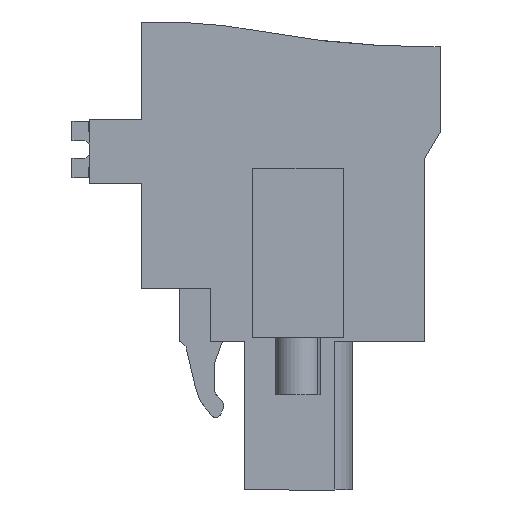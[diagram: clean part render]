
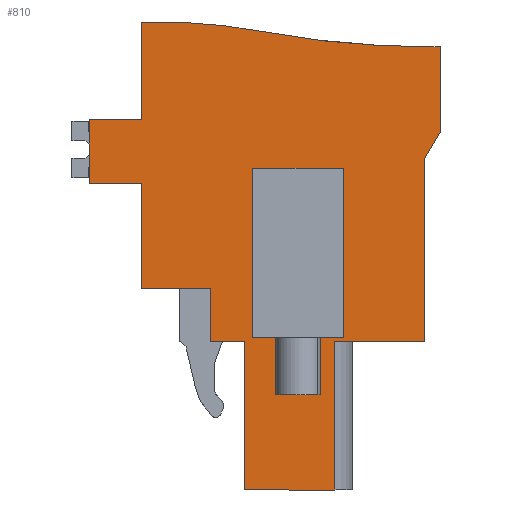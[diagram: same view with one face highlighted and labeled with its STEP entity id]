
A CAD part, left-side view. The second image highlights one B-rep face of the part: STEP entity #810.
In plain terms, the highlighted planar face has unit normal (-1, 0, 0).
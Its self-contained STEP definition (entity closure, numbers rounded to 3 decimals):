
#652=AXIS2_PLACEMENT_3D('Plane Axis2P3D',#649,#650,#651) ;
#665=AXIS2_PLACEMENT_3D('Circle Axis2P3D',#663,#664,$) ;
#672=AXIS2_PLACEMENT_3D('Circle Axis2P3D',#670,#671,$) ;
#49=CARTESIAN_POINT('Vertex',(4.9,12.85,8.35)) ;
#52=CARTESIAN_POINT('Line Origine',(4.9,12.85,9.825)) ;
#56=CARTESIAN_POINT('Vertex',(4.9,12.85,11.3)) ;
#581=CARTESIAN_POINT('Vertex',(4.9,10.937,8.35)) ;
#584=CARTESIAN_POINT('Line Origine',(4.9,11.893,8.35)) ;
#649=CARTESIAN_POINT('Axis2P3D Location',(4.9,3.817,22.4)) ;
#654=CARTESIAN_POINT('Line Origine',(4.9,0.,22.459)) ;
#658=CARTESIAN_POINT('Vertex',(4.9,0.,20.059)) ;
#660=CARTESIAN_POINT('Vertex',(4.9,0.,24.859)) ;
#663=CARTESIAN_POINT('Axis2P3D Location',(4.9,0.92,72.85)) ;
#667=CARTESIAN_POINT('Vertex',(4.9,9.844,25.687)) ;
#670=CARTESIAN_POINT('Axis2P3D Location',(4.9,15.85,-6.057)) ;
#674=CARTESIAN_POINT('Vertex',(4.9,16.75,26.237)) ;
#677=CARTESIAN_POINT('Line Origine',(4.9,16.75,23.494)) ;
#681=CARTESIAN_POINT('Vertex',(4.9,16.75,20.75)) ;
#684=CARTESIAN_POINT('Line Origine',(4.9,18.2,20.75)) ;
#688=CARTESIAN_POINT('Vertex',(4.9,19.65,20.75)) ;
#691=CARTESIAN_POINT('Line Origine',(4.9,19.65,18.975)) ;
#695=CARTESIAN_POINT('Vertex',(4.9,19.65,17.2)) ;
#698=CARTESIAN_POINT('Line Origine',(4.9,18.2,17.2)) ;
#702=CARTESIAN_POINT('Vertex',(4.9,16.75,17.2)) ;
#705=CARTESIAN_POINT('Line Origine',(4.9,16.75,14.25)) ;
#709=CARTESIAN_POINT('Vertex',(4.9,16.75,11.3)) ;
#712=CARTESIAN_POINT('Line Origine',(4.9,14.8,11.3)) ;
#717=CARTESIAN_POINT('Line Origine',(4.9,10.937,4.175)) ;
#721=CARTESIAN_POINT('Vertex',(4.9,10.937,0.)) ;
#724=CARTESIAN_POINT('Line Origine',(4.9,8.414,0.)) ;
#728=CARTESIAN_POINT('Vertex',(4.9,5.891,0.)) ;
#731=CARTESIAN_POINT('Line Origine',(4.9,5.891,4.175)) ;
#735=CARTESIAN_POINT('Vertex',(4.9,5.891,8.35)) ;
#738=CARTESIAN_POINT('Line Origine',(4.9,3.396,8.35)) ;
#742=CARTESIAN_POINT('Vertex',(4.9,0.9,8.35)) ;
#745=CARTESIAN_POINT('Line Origine',(4.9,0.9,13.425)) ;
#749=CARTESIAN_POINT('Vertex',(4.9,0.9,18.5)) ;
#752=CARTESIAN_POINT('Line Origine',(4.9,0.45,19.279)) ;
#776=CARTESIAN_POINT('Line Origine',(4.9,7.964,8.55)) ;
#780=CARTESIAN_POINT('Vertex',(4.9,10.514,8.55)) ;
#782=CARTESIAN_POINT('Vertex',(4.9,5.414,8.55)) ;
#785=CARTESIAN_POINT('Line Origine',(4.9,10.514,13.3)) ;
#789=CARTESIAN_POINT('Vertex',(4.9,10.514,18.05)) ;
#792=CARTESIAN_POINT('Line Origine',(4.9,7.964,18.05)) ;
#796=CARTESIAN_POINT('Vertex',(4.9,5.414,18.05)) ;
#799=CARTESIAN_POINT('Line Origine',(4.9,5.414,13.3)) ;
#53=DIRECTION('Vector Direction',(0.,0.,1.)) ;
#585=DIRECTION('Vector Direction',(0.,1.,0.)) ;
#650=DIRECTION('Axis2P3D Direction',(1.,0.,0.)) ;
#651=DIRECTION('Axis2P3D XDirection',(0.,1.,0.)) ;
#655=DIRECTION('Vector Direction',(0.,0.,1.)) ;
#664=DIRECTION('Axis2P3D Direction',(1.,0.,0.)) ;
#671=DIRECTION('Axis2P3D Direction',(1.,0.,0.)) ;
#678=DIRECTION('Vector Direction',(0.,0.,1.)) ;
#685=DIRECTION('Vector Direction',(0.,-1.,0.)) ;
#692=DIRECTION('Vector Direction',(0.,0.,1.)) ;
#699=DIRECTION('Vector Direction',(0.,1.,0.)) ;
#706=DIRECTION('Vector Direction',(0.,0.,1.)) ;
#713=DIRECTION('Vector Direction',(0.,-1.,0.)) ;
#718=DIRECTION('Vector Direction',(0.,0.,-1.)) ;
#725=DIRECTION('Vector Direction',(0.,-1.,0.)) ;
#732=DIRECTION('Vector Direction',(0.,0.,-1.)) ;
#739=DIRECTION('Vector Direction',(0.,1.,0.)) ;
#746=DIRECTION('Vector Direction',(0.,0.,-1.)) ;
#753=DIRECTION('Vector Direction',(0.,-0.5,0.866)) ;
#777=DIRECTION('Vector Direction',(0.,-1.,0.)) ;
#786=DIRECTION('Vector Direction',(0.,0.,-1.)) ;
#793=DIRECTION('Vector Direction',(0.,-1.,0.)) ;
#800=DIRECTION('Vector Direction',(0.,0.,-1.)) ;
#54=VECTOR('Line Direction',#53,1.) ;
#586=VECTOR('Line Direction',#585,1.) ;
#656=VECTOR('Line Direction',#655,1.) ;
#679=VECTOR('Line Direction',#678,1.) ;
#686=VECTOR('Line Direction',#685,1.) ;
#693=VECTOR('Line Direction',#692,1.) ;
#700=VECTOR('Line Direction',#699,1.) ;
#707=VECTOR('Line Direction',#706,1.) ;
#714=VECTOR('Line Direction',#713,1.) ;
#719=VECTOR('Line Direction',#718,1.) ;
#726=VECTOR('Line Direction',#725,1.) ;
#733=VECTOR('Line Direction',#732,1.) ;
#740=VECTOR('Line Direction',#739,1.) ;
#747=VECTOR('Line Direction',#746,1.) ;
#754=VECTOR('Line Direction',#753,1.) ;
#778=VECTOR('Line Direction',#777,1.) ;
#787=VECTOR('Line Direction',#786,1.) ;
#794=VECTOR('Line Direction',#793,1.) ;
#801=VECTOR('Line Direction',#800,1.) ;
#758=ORIENTED_EDGE('',*,*,#662,.T.) ;
#759=ORIENTED_EDGE('',*,*,#669,.T.) ;
#760=ORIENTED_EDGE('',*,*,#676,.F.) ;
#761=ORIENTED_EDGE('',*,*,#683,.F.) ;
#762=ORIENTED_EDGE('',*,*,#690,.F.) ;
#763=ORIENTED_EDGE('',*,*,#697,.F.) ;
#764=ORIENTED_EDGE('',*,*,#704,.F.) ;
#765=ORIENTED_EDGE('',*,*,#711,.F.) ;
#766=ORIENTED_EDGE('',*,*,#716,.T.) ;
#767=ORIENTED_EDGE('',*,*,#58,.F.) ;
#768=ORIENTED_EDGE('',*,*,#588,.F.) ;
#769=ORIENTED_EDGE('',*,*,#723,.T.) ;
#770=ORIENTED_EDGE('',*,*,#730,.T.) ;
#771=ORIENTED_EDGE('',*,*,#737,.F.) ;
#772=ORIENTED_EDGE('',*,*,#744,.F.) ;
#773=ORIENTED_EDGE('',*,*,#751,.F.) ;
#774=ORIENTED_EDGE('',*,*,#756,.T.) ;
#805=ORIENTED_EDGE('',*,*,#784,.F.) ;
#806=ORIENTED_EDGE('',*,*,#791,.F.) ;
#807=ORIENTED_EDGE('',*,*,#798,.F.) ;
#808=ORIENTED_EDGE('',*,*,#803,.T.) ;
#809=FACE_BOUND('',#804,.T.) ;
#810=ADVANCED_FACE('HOUSING',(#775,#809),#653,.F.) ;
#666=CIRCLE('generated circle',#665,48.) ;
#673=CIRCLE('generated circle',#672,32.307) ;
#58=EDGE_CURVE('',#50,#57,#55,.T.) ;
#588=EDGE_CURVE('',#582,#50,#587,.T.) ;
#662=EDGE_CURVE('',#659,#661,#657,.T.) ;
#669=EDGE_CURVE('',#661,#668,#666,.T.) ;
#676=EDGE_CURVE('',#675,#668,#673,.T.) ;
#683=EDGE_CURVE('',#682,#675,#680,.T.) ;
#690=EDGE_CURVE('',#689,#682,#687,.T.) ;
#697=EDGE_CURVE('',#696,#689,#694,.T.) ;
#704=EDGE_CURVE('',#703,#696,#701,.T.) ;
#711=EDGE_CURVE('',#710,#703,#708,.T.) ;
#716=EDGE_CURVE('',#710,#57,#715,.T.) ;
#723=EDGE_CURVE('',#582,#722,#720,.T.) ;
#730=EDGE_CURVE('',#722,#729,#727,.T.) ;
#737=EDGE_CURVE('',#736,#729,#734,.T.) ;
#744=EDGE_CURVE('',#743,#736,#741,.T.) ;
#751=EDGE_CURVE('',#750,#743,#748,.T.) ;
#756=EDGE_CURVE('',#750,#659,#755,.T.) ;
#784=EDGE_CURVE('',#781,#783,#779,.T.) ;
#791=EDGE_CURVE('',#790,#781,#788,.T.) ;
#798=EDGE_CURVE('',#797,#790,#795,.F.) ;
#803=EDGE_CURVE('',#797,#783,#802,.T.) ;
#757=EDGE_LOOP('',(#758,#759,#760,#761,#762,#763,#764,#765,#766,#767,#768,#769,#770,#771,#772,#773,#774)) ;
#804=EDGE_LOOP('',(#805,#806,#807,#808)) ;
#775=FACE_OUTER_BOUND('',#757,.T.) ;
#55=LINE('Line',#52,#54) ;
#587=LINE('Line',#584,#586) ;
#657=LINE('Line',#654,#656) ;
#680=LINE('Line',#677,#679) ;
#687=LINE('Line',#684,#686) ;
#694=LINE('Line',#691,#693) ;
#701=LINE('Line',#698,#700) ;
#708=LINE('Line',#705,#707) ;
#715=LINE('Line',#712,#714) ;
#720=LINE('Line',#717,#719) ;
#727=LINE('Line',#724,#726) ;
#734=LINE('Line',#731,#733) ;
#741=LINE('Line',#738,#740) ;
#748=LINE('Line',#745,#747) ;
#755=LINE('Line',#752,#754) ;
#779=LINE('Line',#776,#778) ;
#788=LINE('Line',#785,#787) ;
#795=LINE('Line',#792,#794) ;
#802=LINE('Line',#799,#801) ;
#653=PLANE('',#652) ;
#50=VERTEX_POINT('',#49) ;
#57=VERTEX_POINT('',#56) ;
#582=VERTEX_POINT('',#581) ;
#659=VERTEX_POINT('',#658) ;
#661=VERTEX_POINT('',#660) ;
#668=VERTEX_POINT('',#667) ;
#675=VERTEX_POINT('',#674) ;
#682=VERTEX_POINT('',#681) ;
#689=VERTEX_POINT('',#688) ;
#696=VERTEX_POINT('',#695) ;
#703=VERTEX_POINT('',#702) ;
#710=VERTEX_POINT('',#709) ;
#722=VERTEX_POINT('',#721) ;
#729=VERTEX_POINT('',#728) ;
#736=VERTEX_POINT('',#735) ;
#743=VERTEX_POINT('',#742) ;
#750=VERTEX_POINT('',#749) ;
#781=VERTEX_POINT('',#780) ;
#783=VERTEX_POINT('',#782) ;
#790=VERTEX_POINT('',#789) ;
#797=VERTEX_POINT('',#796) ;
